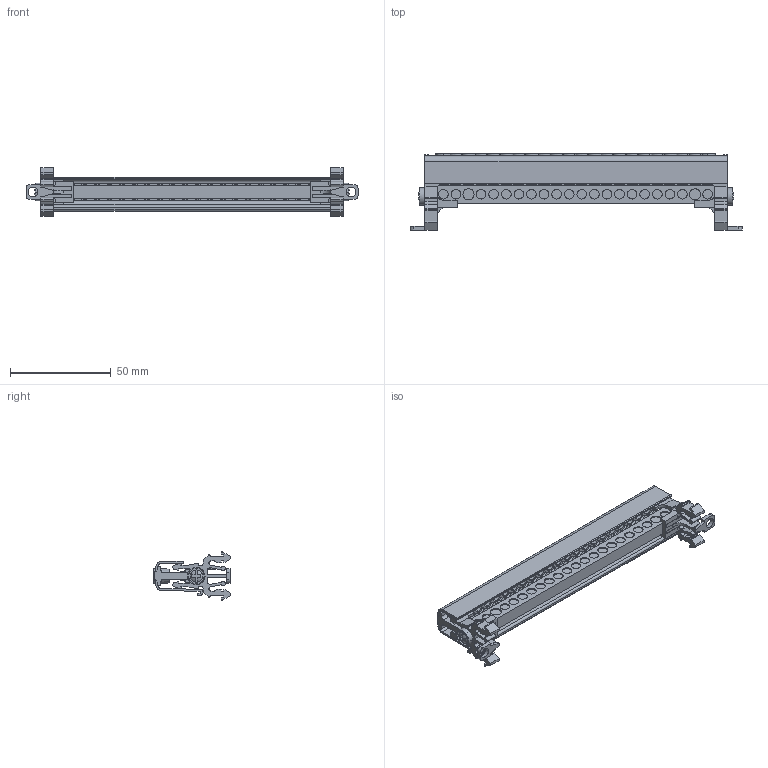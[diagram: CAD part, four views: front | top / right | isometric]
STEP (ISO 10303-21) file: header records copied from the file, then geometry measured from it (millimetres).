
FILE_DESCRIPTION (( 'STEP AP203' ), '1' );
FILE_NAME ('6,5x9 Tek Kutuplu Daðýtýcý Ünite - 22 Delikli.STEP', '2018-12-05T13:55:27', ( '' ), ( '' ), 'SwSTEP 2.0', 'SolidWorks 2011', '' );
FILE_SCHEMA (( 'CONFIG_CONTROL_DESIGN' ));
Length unit declared in the file: millimetre
Products named in the file (1): 6,5x9 Tek Kutuplu Daðýtýcý Ünite - 22 Delikli
Bounding box: 164.88 x 38 x 24 mm (x, y, z)
Volume: 23397.2 mm3; surface area: 31052.5 mm2
Topology: 1 solids, 3 shells, 1354 faces, 3793 edges, 2515 vertices
Faces by surface type: plane 634, cylinder 327, cone 220, bspline 121, torus 52
Entity records: 47684 total; most frequent: CARTESIAN_POINT 13140, ORIENTED_EDGE 7586, DIRECTION 6847, EDGE_CURVE 3793, VERTEX_POINT 2515, AXIS2_PLACEMENT_3D 2468, VECTOR 1911, LINE 1911
